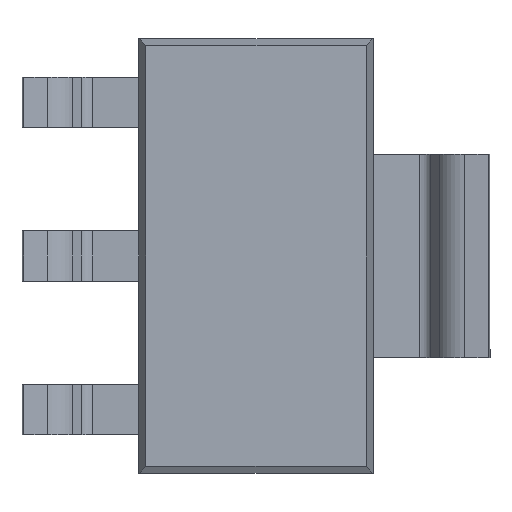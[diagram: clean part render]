
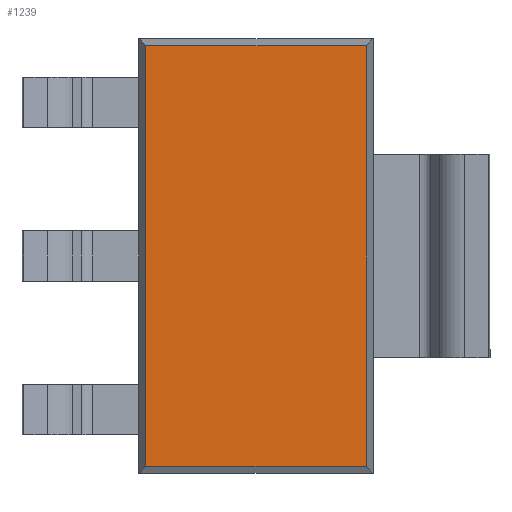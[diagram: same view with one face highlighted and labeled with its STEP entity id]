
A CAD part, front view. The second image highlights one B-rep face of the part: STEP entity #1239.
In plain terms, the highlighted planar face has unit normal (0, -1, 0).
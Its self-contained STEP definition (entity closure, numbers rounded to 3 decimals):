
#19 = CARTESIAN_POINT ( 'NONE',  ( 1.75, 0.1, 3.146 ) ) ;
#27 = AXIS2_PLACEMENT_3D ( 'NONE', #1624, #1154, #1990 ) ;
#53 = CARTESIAN_POINT ( 'NONE',  ( -1.646, 0.1, 3.25 ) ) ;
#171 = DIRECTION ( 'NONE',  ( -1., 0., 0. ) ) ;
#296 = EDGE_CURVE ( 'NONE', #1554, #1411, #483, .T. ) ;
#331 = LINE ( 'NONE', #53, #1974 ) ;
#483 = LINE ( 'NONE', #1643, #1054 ) ;
#489 = PLANE ( 'NONE',  #27 ) ;
#514 = VECTOR ( 'NONE', #1307, 1000. ) ;
#547 = ORIENTED_EDGE ( 'NONE', *, *, #1363, .T. ) ;
#572 = LINE ( 'NONE', #19, #514 ) ;
#591 = EDGE_CURVE ( 'NONE', #1472, #1554, #1236, .T. ) ;
#816 = DIRECTION ( 'NONE',  ( 0., 0., -1. ) ) ;
#838 = CARTESIAN_POINT ( 'NONE',  ( -1.646, 0.1, -3.146 ) ) ;
#875 = VERTEX_POINT ( 'NONE', #1521 ) ;
#979 = CARTESIAN_POINT ( 'NONE',  ( 1.646, 0.1, -3.146 ) ) ;
#996 = DIRECTION ( 'NONE',  ( 0., 0., -1. ) ) ;
#1054 = VECTOR ( 'NONE', #171, 1000. ) ;
#1145 = EDGE_LOOP ( 'NONE', ( #2087, #1399, #1577, #547 ) ) ;
#1154 = DIRECTION ( 'NONE',  ( 0., 1., 0. ) ) ;
#1171 = FACE_OUTER_BOUND ( 'NONE', #1145, .T. ) ;
#1236 = LINE ( 'NONE', #1968, #1335 ) ;
#1239 = ADVANCED_FACE ( 'NONE', ( #1171 ), #489, .F. ) ;
#1307 = DIRECTION ( 'NONE',  ( -1., 0., 0. ) ) ;
#1335 = VECTOR ( 'NONE', #816, 1000. ) ;
#1363 = EDGE_CURVE ( 'NONE', #875, #1411, #331, .T. ) ;
#1399 = ORIENTED_EDGE ( 'NONE', *, *, #591, .F. ) ;
#1411 = VERTEX_POINT ( 'NONE', #838 ) ;
#1472 = VERTEX_POINT ( 'NONE', #2037 ) ;
#1521 = CARTESIAN_POINT ( 'NONE',  ( -1.646, 0.1, 3.146 ) ) ;
#1554 = VERTEX_POINT ( 'NONE', #979 ) ;
#1557 = EDGE_CURVE ( 'NONE', #1472, #875, #572, .T. ) ;
#1577 = ORIENTED_EDGE ( 'NONE', *, *, #1557, .T. ) ;
#1624 = CARTESIAN_POINT ( 'NONE',  ( -1.646, 0.1, 3.25 ) ) ;
#1643 = CARTESIAN_POINT ( 'NONE',  ( 1.75, 0.1, -3.146 ) ) ;
#1968 = CARTESIAN_POINT ( 'NONE',  ( 1.646, 0.1, 3.25 ) ) ;
#1974 = VECTOR ( 'NONE', #996, 1000. ) ;
#1990 = DIRECTION ( 'NONE',  ( -1., 0., 0. ) ) ;
#2037 = CARTESIAN_POINT ( 'NONE',  ( 1.646, 0.1, 3.146 ) ) ;
#2087 = ORIENTED_EDGE ( 'NONE', *, *, #296, .F. ) ;
